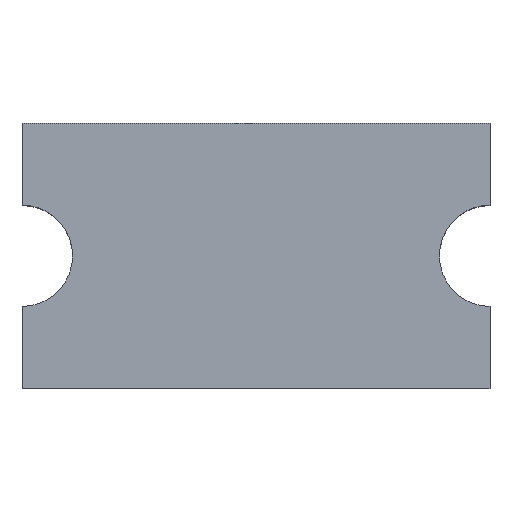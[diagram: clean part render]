
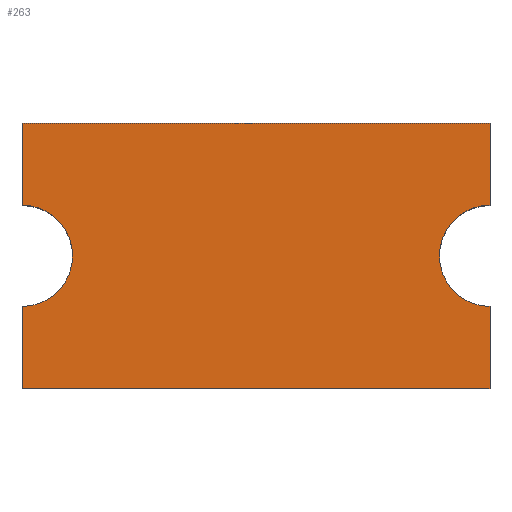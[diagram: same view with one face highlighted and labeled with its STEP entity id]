
A CAD part, top view. The second image highlights one B-rep face of the part: STEP entity #263.
In plain terms, the highlighted planar face has unit normal (0, 0, 1).
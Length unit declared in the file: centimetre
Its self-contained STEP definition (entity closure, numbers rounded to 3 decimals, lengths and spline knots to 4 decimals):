
#109=PLANE('',#275);
#111=CIRCLE('',#266,0.02);
#112=CIRCLE('',#268,0.02);
#115=VERTEX_POINT('',#313);
#117=VERTEX_POINT('',#317);
#118=VERTEX_POINT('',#321);
#120=VERTEX_POINT('',#324);
#122=VERTEX_POINT('',#330);
#125=VERTEX_POINT('',#336);
#128=VERTEX_POINT('',#345);
#129=VERTEX_POINT('',#347);
#134=VECTOR('',#293,1.);
#142=VECTOR('',#303,1.);
#144=VECTOR('',#306,1.);
#145=VECTOR('',#308,1.);
#150=LINE('',#329,#134);
#158=LINE('',#346,#142);
#160=LINE('',#350,#144);
#161=LINE('',#352,#145);
#165=EDGE_CURVE('',#115,#117,#111,.T.);
#167=EDGE_CURVE('',#120,#118,#112,.T.);
#170=EDGE_CURVE('',#115,#122,#150,.T.);
#175=EDGE_CURVE('',#125,#117,#150,.T.);
#181=EDGE_CURVE('',#128,#118,#158,.T.);
#182=EDGE_CURVE('',#120,#129,#158,.T.);
#184=EDGE_CURVE('',#129,#125,#160,.T.);
#185=EDGE_CURVE('',#122,#128,#161,.T.);
#226=ORIENTED_EDGE('',*,*,#165,.T.);
#227=ORIENTED_EDGE('',*,*,#175,.F.);
#228=ORIENTED_EDGE('',*,*,#184,.F.);
#229=ORIENTED_EDGE('',*,*,#182,.F.);
#230=ORIENTED_EDGE('',*,*,#167,.T.);
#231=ORIENTED_EDGE('',*,*,#181,.F.);
#232=ORIENTED_EDGE('',*,*,#185,.F.);
#233=ORIENTED_EDGE('',*,*,#170,.F.);
#243=EDGE_LOOP('',(#226,#227,#228,#229,#230,#231,#232,#233));
#253=FACE_BOUND('',#243,.T.);
#263=ADVANCED_FACE('',(#253),#109,.T.);
#266=AXIS2_PLACEMENT_3D('',#318,#282,#283);
#268=AXIS2_PLACEMENT_3D('',#323,#287,#288);
#275=AXIS2_PLACEMENT_3D('',#353,#309,$);
#282=DIRECTION('',(0.,0.,-1.));
#283=DIRECTION('',(0.02,0.,0.));
#287=DIRECTION('',(0.,0.,-1.));
#288=DIRECTION('',(0.02,0.,0.));
#293=DIRECTION('',(0.,-1.,0.));
#303=DIRECTION('',(0.,1.,0.));
#306=DIRECTION('',(1.,0.,0.));
#308=DIRECTION('',(-1.,0.,0.));
#309=DIRECTION('',(0.,0.,1.));
#313=CARTESIAN_POINT('',(0.185,0.0325,0.08));
#317=CARTESIAN_POINT('',(0.185,0.0725,0.08));
#318=CARTESIAN_POINT('',(0.185,0.0525,0.08));
#321=CARTESIAN_POINT('',(0.,0.0325,0.08));
#323=CARTESIAN_POINT('',(0.,0.0525,0.08));
#324=CARTESIAN_POINT('',(0.,0.0725,0.08));
#329=CARTESIAN_POINT('',(0.185,0.105,0.08));
#330=CARTESIAN_POINT('',(0.185,0.,0.08));
#336=CARTESIAN_POINT('',(0.185,0.105,0.08));
#345=CARTESIAN_POINT('',(0.,0.,0.08));
#346=CARTESIAN_POINT('',(0.,0.,0.08));
#347=CARTESIAN_POINT('',(0.,0.105,0.08));
#350=CARTESIAN_POINT('',(0.,0.105,0.08));
#352=CARTESIAN_POINT('',(0.185,0.,0.08));
#353=CARTESIAN_POINT('',(0.0925,0.0525,0.08));
